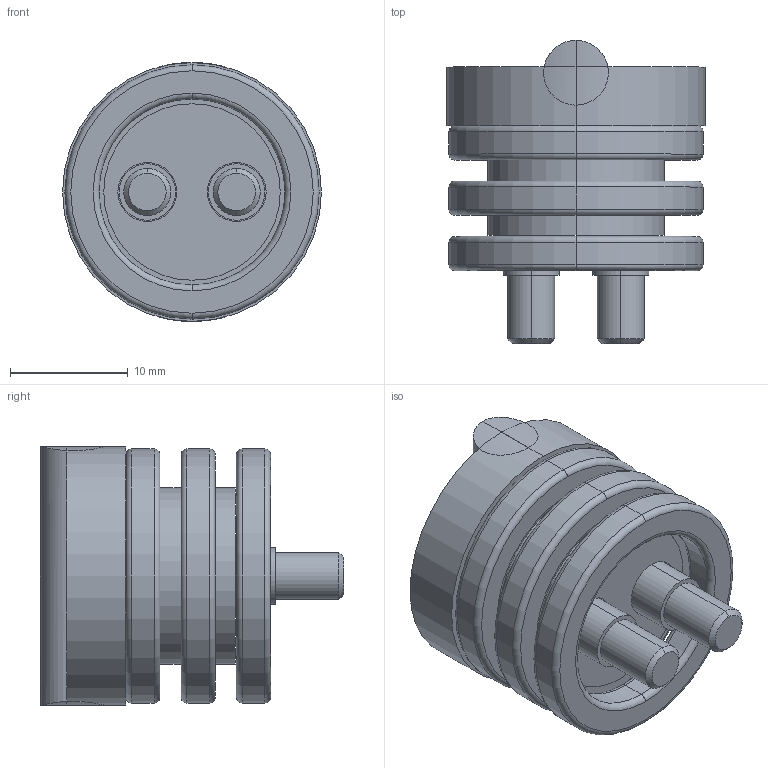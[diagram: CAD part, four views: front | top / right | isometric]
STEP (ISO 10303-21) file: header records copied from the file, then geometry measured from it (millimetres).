
FILE_DESCRIPTION (( 'STEP AP214' ), '1' );
FILE_NAME ('BruyRubio_BR1892__22.STEP', '2019-12-19T15:20:18', ( '' ), ( '' ), 'SwSTEP 2.0', 'SolidWorks 2017', '' );
FILE_SCHEMA (( 'AUTOMOTIVE_DESIGN' ));
Length unit declared in the file: millimetre
Products named in the file (5): BR1892-2_Part 5_4fc6bb; BR1892-2_Part 5_c15e17; BR1892-2_Part 3_1fe69b; BR1892-22_2c466f; BruyRubio_BR1892__22
Assembly tree (4 placements, depth 2):
  BruyRubio_BR1892__22
    BR1892-22_2c466f
    BR1892-2_Part 3_1fe69b
    BR1892-2_Part 5_c15e17
    BR1892-2_Part 5_4fc6bb
Bounding box: 22 x 25.75 x 22 mm (x, y, z)
Volume: 5140.9 mm3; surface area: 5151.5 mm2
Topology: 9 solids, 9 shells, 115 faces, 237 edges, 146 vertices
Faces by surface type: cylinder 47, plane 36, torus 24, cone 8
Entity records: 4705 total; most frequent: CARTESIAN_POINT 627, DIRECTION 611, ORIENTED_EDGE 474, AXIS2_PLACEMENT_3D 258, EDGE_CURVE 237, VERTEX_POINT 146, CIRCLE 136, EDGE_LOOP 135
